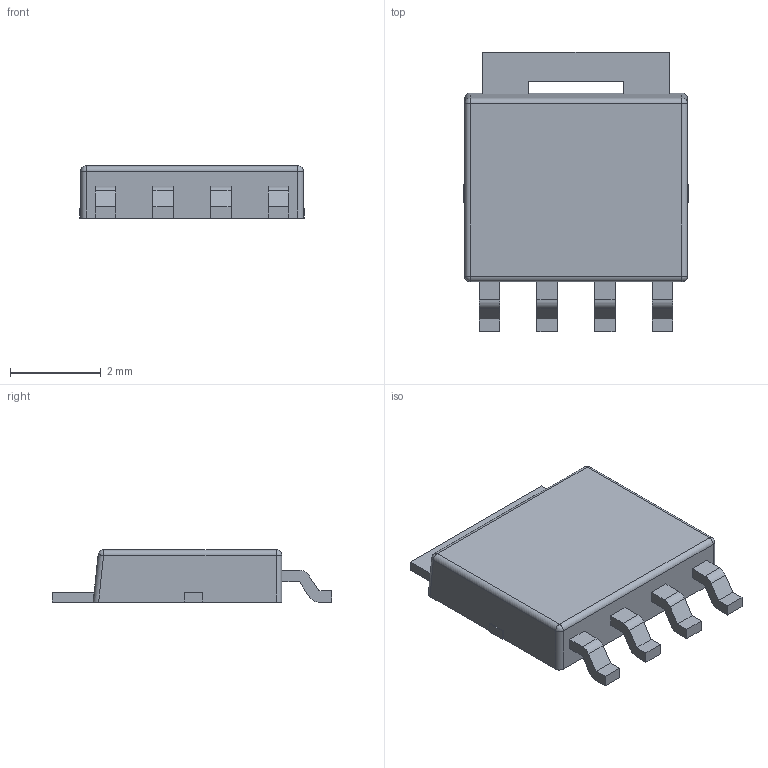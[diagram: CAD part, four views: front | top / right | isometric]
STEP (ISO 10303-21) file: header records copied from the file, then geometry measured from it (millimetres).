
FILE_DESCRIPTION(/* description */ (''),/* implementation_level */ '2;1');
FILE_NAME(/* name */ 'LFPAK4.step',/* time_stamp */ '2026-02-28T15:10:29+01:00',/* author */ (''),/* organization */ (''),/* preprocessor_version */ 'ST-DEVELOPER v20.1',/* originating_system */ 'Autodesk Translation Framework v14.24.0.0',/* authorisation */ '');
FILE_SCHEMA (('AUTOMOTIVE_DESIGN { 1 0 10303 214 3 1 1 }'));
Length unit declared in the file: millimetre
Products named in the file (1): LFPAK4
Bounding box: 4.95 x 6.15 x 1.15 mm (x, y, z)
Volume: 24.3 mm3; surface area: 101.9 mm2
Topology: 6 solids, 6 shells, 108 faces, 276 edges, 180 vertices
Faces by surface type: plane 88, cylinder 16, sphere 4
Entity records: 3262 total; most frequent: CARTESIAN_POINT 565, ORIENTED_EDGE 552, DIRECTION 526, EDGE_CURVE 276, LINE 244, VECTOR 244, VERTEX_POINT 180, AXIS2_PLACEMENT_3D 141
